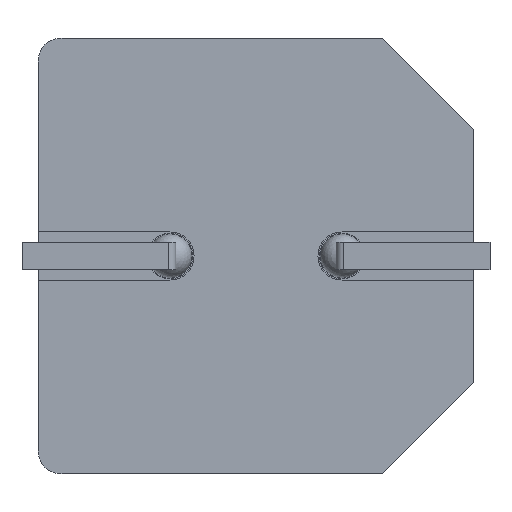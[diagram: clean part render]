
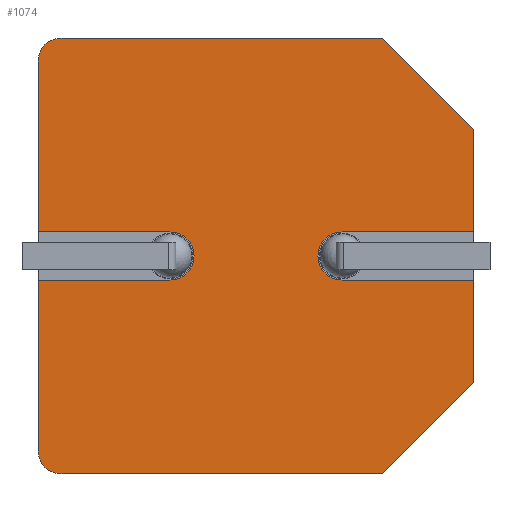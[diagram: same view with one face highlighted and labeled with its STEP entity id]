
A CAD part, front view. The second image highlights one B-rep face of the part: STEP entity #1074.
In plain terms, the highlighted planar face has unit normal (0, -1, 0).
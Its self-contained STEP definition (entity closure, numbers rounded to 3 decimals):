
#70=CIRCLE('',#1201,1.05);
#73=CIRCLE('',#1208,1.05);
#75=CIRCLE('',#1212,1.);
#76=CIRCLE('',#1213,1.);
#118=FACE_OUTER_BOUND('',#183,.T.);
#183=EDGE_LOOP('',(#747,#748,#749,#750,#751,#752,#753,#754,#755,#756,#757,
#758,#759,#760,#761,#762));
#240=LINE('',#1629,#347);
#244=LINE('',#1638,#351);
#249=LINE('',#1654,#356);
#253=LINE('',#1663,#360);
#258=LINE('',#1678,#365);
#259=LINE('',#1682,#366);
#260=LINE('',#1684,#367);
#261=LINE('',#1685,#368);
#262=LINE('',#1687,#369);
#263=LINE('',#1689,#370);
#264=LINE('',#1691,#371);
#265=LINE('',#1694,#372);
#347=VECTOR('',#1329,10.);
#351=VECTOR('',#1335,10.);
#356=VECTOR('',#1352,10.);
#360=VECTOR('',#1358,10.);
#365=VECTOR('',#1375,10.);
#366=VECTOR('',#1378,10.);
#367=VECTOR('',#1379,10.);
#368=VECTOR('',#1380,10.);
#369=VECTOR('',#1381,10.);
#370=VECTOR('',#1382,10.);
#371=VECTOR('',#1383,10.);
#372=VECTOR('',#1386,10.);
#455=VERTEX_POINT('',#1627);
#456=VERTEX_POINT('',#1628);
#459=VERTEX_POINT('',#1636);
#460=VERTEX_POINT('',#1637);
#464=VERTEX_POINT('',#1652);
#465=VERTEX_POINT('',#1653);
#468=VERTEX_POINT('',#1661);
#469=VERTEX_POINT('',#1662);
#473=VERTEX_POINT('',#1677);
#474=VERTEX_POINT('',#1679);
#475=VERTEX_POINT('',#1681);
#476=VERTEX_POINT('',#1683);
#477=VERTEX_POINT('',#1686);
#478=VERTEX_POINT('',#1688);
#479=VERTEX_POINT('',#1690);
#480=VERTEX_POINT('',#1692);
#556=EDGE_CURVE('',#455,#456,#240,.T.);
#560=EDGE_CURVE('',#459,#460,#244,.T.);
#565=EDGE_CURVE('',#460,#455,#70,.T.);
#568=EDGE_CURVE('',#464,#465,#249,.T.);
#572=EDGE_CURVE('',#468,#469,#253,.T.);
#577=EDGE_CURVE('',#465,#468,#73,.T.);
#580=EDGE_CURVE('',#456,#473,#258,.T.);
#581=EDGE_CURVE('',#474,#473,#75,.T.);
#582=EDGE_CURVE('',#474,#475,#259,.T.);
#583=EDGE_CURVE('',#476,#475,#260,.T.);
#584=EDGE_CURVE('',#476,#464,#261,.T.);
#585=EDGE_CURVE('',#469,#477,#262,.T.);
#586=EDGE_CURVE('',#478,#477,#263,.T.);
#587=EDGE_CURVE('',#478,#479,#264,.T.);
#588=EDGE_CURVE('',#480,#479,#76,.T.);
#589=EDGE_CURVE('',#480,#459,#265,.T.);
#747=ORIENTED_EDGE('',*,*,#560,.T.);
#748=ORIENTED_EDGE('',*,*,#565,.T.);
#749=ORIENTED_EDGE('',*,*,#556,.T.);
#750=ORIENTED_EDGE('',*,*,#580,.T.);
#751=ORIENTED_EDGE('',*,*,#581,.F.);
#752=ORIENTED_EDGE('',*,*,#582,.T.);
#753=ORIENTED_EDGE('',*,*,#583,.F.);
#754=ORIENTED_EDGE('',*,*,#584,.T.);
#755=ORIENTED_EDGE('',*,*,#568,.T.);
#756=ORIENTED_EDGE('',*,*,#577,.T.);
#757=ORIENTED_EDGE('',*,*,#572,.T.);
#758=ORIENTED_EDGE('',*,*,#585,.T.);
#759=ORIENTED_EDGE('',*,*,#586,.F.);
#760=ORIENTED_EDGE('',*,*,#587,.T.);
#761=ORIENTED_EDGE('',*,*,#588,.F.);
#762=ORIENTED_EDGE('',*,*,#589,.T.);
#972=PLANE('',#1211);
#1074=ADVANCED_FACE('',(#118),#972,.T.);
#1201=AXIS2_PLACEMENT_3D('',#1646,#1343,#1344);
#1208=AXIS2_PLACEMENT_3D('',#1671,#1366,#1367);
#1211=AXIS2_PLACEMENT_3D('',#1676,#1373,#1374);
#1212=AXIS2_PLACEMENT_3D('',#1680,#1376,#1377);
#1213=AXIS2_PLACEMENT_3D('',#1693,#1384,#1385);
#1329=DIRECTION('',(-1.,0.,0.));
#1335=DIRECTION('',(1.,0.,0.));
#1343=DIRECTION('center_axis',(0.,1.,0.));
#1344=DIRECTION('ref_axis',(1.,0.,0.));
#1352=DIRECTION('',(-1.,0.,0.));
#1358=DIRECTION('',(1.,0.,0.));
#1366=DIRECTION('center_axis',(0.,1.,0.));
#1367=DIRECTION('ref_axis',(1.,0.,0.));
#1373=DIRECTION('center_axis',(0.,-1.,0.));
#1374=DIRECTION('ref_axis',(0.,0.,-1.));
#1375=DIRECTION('',(0.,0.,-1.));
#1376=DIRECTION('center_axis',(0.,1.,0.));
#1377=DIRECTION('ref_axis',(-0.707,0.,-0.707));
#1378=DIRECTION('',(1.,0.,0.));
#1379=DIRECTION('',(-0.707,0.,-0.707));
#1380=DIRECTION('',(0.,0.,1.));
#1381=DIRECTION('',(0.,0.,1.));
#1382=DIRECTION('',(0.707,0.,-0.707));
#1383=DIRECTION('',(-1.,0.,0.));
#1384=DIRECTION('center_axis',(0.,1.,0.));
#1385=DIRECTION('ref_axis',(-0.707,0.,0.707));
#1386=DIRECTION('',(0.,0.,-1.));
#1627=CARTESIAN_POINT('',(-3.75,0.,-1.05));
#1628=CARTESIAN_POINT('',(-9.5,0.,-1.05));
#1629=CARTESIAN_POINT('',(-1.875,0.,-1.05));
#1636=CARTESIAN_POINT('',(-9.5,0.,1.05));
#1637=CARTESIAN_POINT('',(-3.75,0.,1.05));
#1638=CARTESIAN_POINT('',(-4.75,0.,1.05));
#1646=CARTESIAN_POINT('Origin',(-3.75,0.,0.));
#1652=CARTESIAN_POINT('',(9.5,0.,-1.05));
#1653=CARTESIAN_POINT('',(3.75,0.,-1.05));
#1654=CARTESIAN_POINT('',(4.75,0.,-1.05));
#1661=CARTESIAN_POINT('',(3.75,0.,1.05));
#1662=CARTESIAN_POINT('',(9.5,0.,1.05));
#1663=CARTESIAN_POINT('',(1.875,0.,1.05));
#1671=CARTESIAN_POINT('Origin',(3.75,0.,0.));
#1676=CARTESIAN_POINT('Origin',(0.,0.,0.));
#1677=CARTESIAN_POINT('',(-9.5,0.,-8.5));
#1678=CARTESIAN_POINT('',(-9.5,0.,9.5));
#1679=CARTESIAN_POINT('',(-8.5,0.,-9.5));
#1680=CARTESIAN_POINT('Origin',(-8.5,0.,-8.5));
#1681=CARTESIAN_POINT('',(5.5,0.,-9.5));
#1682=CARTESIAN_POINT('',(-9.5,0.,-9.5));
#1683=CARTESIAN_POINT('',(9.5,0.,-5.5));
#1684=CARTESIAN_POINT('',(7.5,0.,-7.5));
#1685=CARTESIAN_POINT('',(9.5,0.,-9.5));
#1686=CARTESIAN_POINT('',(9.5,0.,5.5));
#1687=CARTESIAN_POINT('',(9.5,0.,-9.5));
#1688=CARTESIAN_POINT('',(5.5,0.,9.5));
#1689=CARTESIAN_POINT('',(7.5,0.,7.5));
#1690=CARTESIAN_POINT('',(-8.5,0.,9.5));
#1691=CARTESIAN_POINT('',(9.5,0.,9.5));
#1692=CARTESIAN_POINT('',(-9.5,0.,8.5));
#1693=CARTESIAN_POINT('Origin',(-8.5,0.,8.5));
#1694=CARTESIAN_POINT('',(-9.5,0.,9.5));
